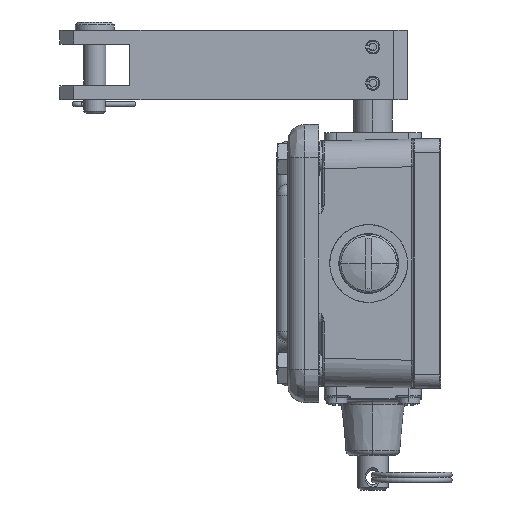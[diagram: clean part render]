
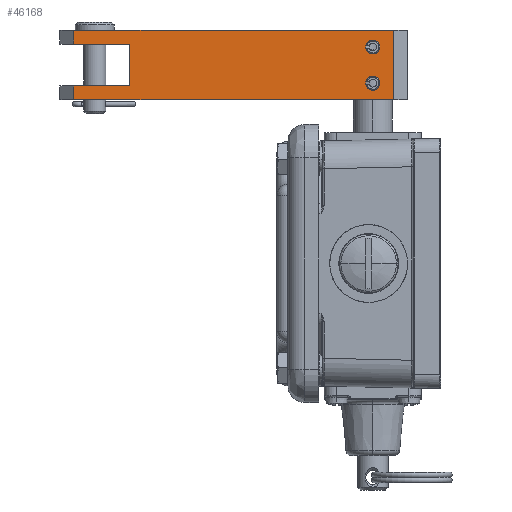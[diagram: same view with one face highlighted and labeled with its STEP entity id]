
A CAD part, left-side view. The second image highlights one B-rep face of the part: STEP entity #46168.
In plain terms, the highlighted planar face has unit normal (-1, 0, 0).
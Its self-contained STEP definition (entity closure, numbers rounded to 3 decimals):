
#17165=DIRECTION('',(0.,-1.,0.));
#17166=VECTOR('',#17165,115.);
#17167=CARTESIAN_POINT('',(-12.5,132.,58.833));
#17168=LINE('',#17167,#17166);
#17229=DIRECTION('',(0.,0.,-1.));
#17230=VECTOR('',#17229,25.);
#17231=CARTESIAN_POINT('',(-12.5,17.,83.833));
#17232=LINE('',#17231,#17230);
#17233=DIRECTION('',(0.,1.,0.));
#17234=VECTOR('',#17233,20.);
#17235=CARTESIAN_POINT('',(-12.5,112.,78.833));
#17236=LINE('',#17235,#17234);
#17237=DIRECTION('',(0.,-1.,0.));
#17238=VECTOR('',#17237,115.);
#17239=CARTESIAN_POINT('',(-12.5,132.,83.833));
#17240=LINE('',#17239,#17238);
#17241=CARTESIAN_POINT('',(-12.5,24.5,64.833));
#17242=DIRECTION('',(-1.,0.,0.));
#17243=DIRECTION('',(0.,1.,0.));
#17244=AXIS2_PLACEMENT_3D('',#17241,#17242,#17243);
#17246=CARTESIAN_POINT('',(-12.5,24.5,64.833));
#17247=DIRECTION('',(-1.,0.,0.));
#17248=DIRECTION('',(0.,-1.,0.));
#17249=AXIS2_PLACEMENT_3D('',#17246,#17247,#17248);
#17251=CARTESIAN_POINT('',(-12.5,24.5,77.833));
#17252=DIRECTION('',(-1.,0.,0.));
#17253=DIRECTION('',(0.,1.,0.));
#17254=AXIS2_PLACEMENT_3D('',#17251,#17252,#17253);
#17256=CARTESIAN_POINT('',(-12.5,24.5,77.833));
#17257=DIRECTION('',(-1.,0.,0.));
#17258=DIRECTION('',(0.,-1.,0.));
#17259=AXIS2_PLACEMENT_3D('',#17256,#17257,#17258);
#17261=DIRECTION('',(0.,0.,-1.));
#17262=VECTOR('',#17261,5.);
#17263=CARTESIAN_POINT('',(-12.5,132.,63.833));
#17264=LINE('',#17263,#17262);
#17277=DIRECTION('',(0.,1.,0.));
#17278=VECTOR('',#17277,20.);
#17279=CARTESIAN_POINT('',(-12.5,112.,63.833));
#17280=LINE('',#17279,#17278);
#17347=DIRECTION('',(0.,0.,-1.));
#17348=VECTOR('',#17347,5.);
#17349=CARTESIAN_POINT('',(-12.5,132.,83.833));
#17350=LINE('',#17349,#17348);
#17377=DIRECTION('',(0.,0.,-1.));
#17378=VECTOR('',#17377,15.);
#17379=CARTESIAN_POINT('',(-12.5,112.,78.833));
#17380=LINE('',#17379,#17378);
#20594=CARTESIAN_POINT('',(-12.5,17.,58.833));
#20596=VERTEX_POINT('',#20594);
#20608=CARTESIAN_POINT('',(-12.5,132.,58.833));
#20609=VERTEX_POINT('',#20608);
#20615=CARTESIAN_POINT('',(-12.5,17.,83.833));
#20617=VERTEX_POINT('',#20615);
#20618=CARTESIAN_POINT('',(-12.5,132.,83.833));
#20619=VERTEX_POINT('',#20618);
#20638=CARTESIAN_POINT('',(-12.5,132.,63.833));
#20639=VERTEX_POINT('',#20638);
#20640=CARTESIAN_POINT('',(-12.5,112.,63.833));
#20641=VERTEX_POINT('',#20640);
#20642=CARTESIAN_POINT('',(-12.5,112.,78.833));
#20643=VERTEX_POINT('',#20642);
#20644=CARTESIAN_POINT('',(-12.5,132.,78.833));
#20645=VERTEX_POINT('',#20644);
#20646=CARTESIAN_POINT('',(-12.5,27.,64.833));
#20647=CARTESIAN_POINT('',(-12.5,22.,64.833));
#20648=VERTEX_POINT('',#20646);
#20649=VERTEX_POINT('',#20647);
#20650=CARTESIAN_POINT('',(-12.5,27.,77.833));
#20651=CARTESIAN_POINT('',(-12.5,22.,77.833));
#20652=VERTEX_POINT('',#20650);
#20653=VERTEX_POINT('',#20651);
#46136=CARTESIAN_POINT('',(-12.5,12.,83.833));
#46137=DIRECTION('',(-1.,0.,0.));
#46138=DIRECTION('',(0.,1.,0.));
#46139=AXIS2_PLACEMENT_3D('',#46136,#46137,#46138);
#46140=PLANE('',#46139);
#46141=ORIENTED_EDGE('',*,*,#46096,.T.);
#46142=ORIENTED_EDGE('',*,*,#46070,.F.);
#46144=ORIENTED_EDGE('',*,*,#46143,.F.);
#46146=ORIENTED_EDGE('',*,*,#46145,.F.);
#46148=ORIENTED_EDGE('',*,*,#46147,.F.);
#46150=ORIENTED_EDGE('',*,*,#46149,.T.);
#46152=ORIENTED_EDGE('',*,*,#46151,.F.);
#46153=ORIENTED_EDGE('',*,*,#46107,.T.);
#46154=EDGE_LOOP('',(#46141,#46142,#46144,#46146,#46148,#46150,#46152,#46153));
#46155=FACE_OUTER_BOUND('',#46154,.F.);
#46157=ORIENTED_EDGE('',*,*,#46156,.T.);
#46159=ORIENTED_EDGE('',*,*,#46158,.T.);
#46160=EDGE_LOOP('',(#46157,#46159));
#46161=FACE_BOUND('',#46160,.F.);
#46163=ORIENTED_EDGE('',*,*,#46162,.T.);
#46165=ORIENTED_EDGE('',*,*,#46164,.T.);
#46166=EDGE_LOOP('',(#46163,#46165));
#46167=FACE_BOUND('',#46166,.F.);
#46168=ADVANCED_FACE('',(#46155,#46161,#46167),#46140,.T.);
#17245=CIRCLE('',#17244,2.5);
#17250=CIRCLE('',#17249,2.5);
#17255=CIRCLE('',#17254,2.5);
#17260=CIRCLE('',#17259,2.5);
#46070=EDGE_CURVE('',#20609,#20596,#17168,.T.);
#46096=EDGE_CURVE('',#20617,#20596,#17232,.T.);
#46107=EDGE_CURVE('',#20619,#20617,#17240,.T.);
#46143=EDGE_CURVE('',#20639,#20609,#17264,.T.);
#46145=EDGE_CURVE('',#20641,#20639,#17280,.T.);
#46147=EDGE_CURVE('',#20643,#20641,#17380,.T.);
#46149=EDGE_CURVE('',#20643,#20645,#17236,.T.);
#46151=EDGE_CURVE('',#20619,#20645,#17350,.T.);
#46156=EDGE_CURVE('',#20648,#20649,#17245,.T.);
#46158=EDGE_CURVE('',#20649,#20648,#17250,.T.);
#46162=EDGE_CURVE('',#20652,#20653,#17255,.T.);
#46164=EDGE_CURVE('',#20653,#20652,#17260,.T.);
